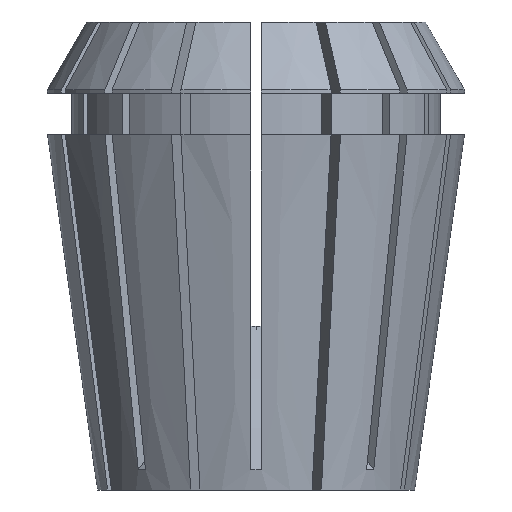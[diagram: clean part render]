
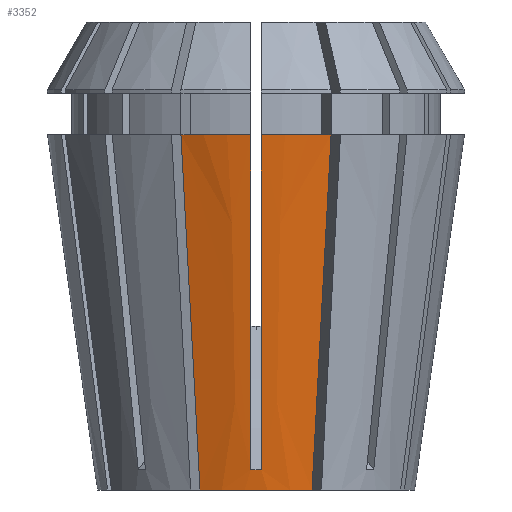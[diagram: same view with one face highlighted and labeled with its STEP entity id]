
A CAD part, front view. The second image highlights one B-rep face of the part: STEP entity #3352.
In plain terms, the highlighted conical face has half-angle 8 degrees and reference radius 15.595 mm.
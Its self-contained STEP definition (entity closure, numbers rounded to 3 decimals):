
#79 = EDGE_CURVE ( 'NONE', #5300, #2662, #3701, .T. ) ;
#122 = DIRECTION ( 'NONE',  ( 0., 0., -1. ) ) ;
#128 = CARTESIAN_POINT ( 'NONE',  ( 0., 0., 34.9 ) ) ;
#143 = VERTEX_POINT ( 'NONE', #2750 ) ;
#247 = CARTESIAN_POINT ( 'NONE',  ( 0.5, -20.38, 34.088 ) ) ;
#266 = CARTESIAN_POINT ( 'NONE',  ( -0.5, -18.832, 23.076 ) ) ;
#284 = CARTESIAN_POINT ( 'NONE',  ( -0.5, -17.512, 13.688 ) ) ;
#364 = ORIENTED_EDGE ( 'NONE', *, *, #3440, .T. ) ;
#426 = CARTESIAN_POINT ( 'NONE',  ( -7.381, -19.126, 34.9 ) ) ;
#464 = AXIS2_PLACEMENT_3D ( 'NONE', #1295, #5145, #3100 ) ;
#474 = B_SPLINE_CURVE_WITH_KNOTS ( 'NONE', 3,
 ( #426, #5535, #3804, #805 ),
 .UNSPECIFIED., .F., .F.,
 ( 4, 4 ),
 ( 0., 0.035 ),
 .UNSPECIFIED. ) ;
#485 = VERTEX_POINT ( 'NONE', #1234 ) ;
#549 = ORIENTED_EDGE ( 'NONE', *, *, #79, .T. ) ;
#677 = VERTEX_POINT ( 'NONE', #4715 ) ;
#689 = CIRCLE ( 'NONE', #464, 20.5 ) ;
#697 = CARTESIAN_POINT ( 'NONE',  ( -0.5, -16.084, 3.535 ) ) ;
#772 = CARTESIAN_POINT ( 'NONE',  ( 5.503, -14.592, 0. ) ) ;
#805 = CARTESIAN_POINT ( 'NONE',  ( -5.503, -14.592, 0. ) ) ;
#869 = CARTESIAN_POINT ( 'NONE',  ( -0.167, -15.879, 1.998 ) ) ;
#882 = ORIENTED_EDGE ( 'NONE', *, *, #2424, .F. ) ;
#1015 = DIRECTION ( 'NONE',  ( -1., 0., 0. ) ) ;
#1086 = VERTEX_POINT ( 'NONE', #2652 ) ;
#1123 = ORIENTED_EDGE ( 'NONE', *, *, #4926, .F. ) ;
#1127 = CARTESIAN_POINT ( 'NONE',  ( 0.5, -20.152, 32.464 ) ) ;
#1234 = CARTESIAN_POINT ( 'NONE',  ( 7.381, -19.126, 34.9 ) ) ;
#1250 = CARTESIAN_POINT ( 'NONE',  ( 6.129, -16.104, 11.633 ) ) ;
#1295 = CARTESIAN_POINT ( 'NONE',  ( 0., 0., 34.9 ) ) ;
#1310 = B_SPLINE_CURVE_WITH_KNOTS ( 'NONE', 3,
 ( #3218, #247, #1488, #1127, #2386, #4106, #4540, #5400, #4915, #5459 ),
 .UNSPECIFIED., .F., .F.,
 ( 4, 3, 3, 4 ),
 ( 0.076, 0.078, 0.107, 0.109 ),
 .UNSPECIFIED. ) ;
#1469 = CARTESIAN_POINT ( 'NONE',  ( 0., 0., 0. ) ) ;
#1488 = CARTESIAN_POINT ( 'NONE',  ( 0.5, -20.266, 33.276 ) ) ;
#1643 = ORIENTED_EDGE ( 'NONE', *, *, #4707, .T. ) ;
#1673 = CARTESIAN_POINT ( 'NONE',  ( 6.755, -17.615, 23.267 ) ) ;
#1790 = EDGE_LOOP ( 'NONE', ( #882, #1643, #364, #1123, #5297, #549, #3421, #5428 ) ) ;
#2142 = EDGE_CURVE ( 'NONE', #143, #3128, #3803, .T. ) ;
#2231 = B_SPLINE_CURVE_WITH_KNOTS ( 'NONE', 3,
 ( #2520, #869, #3071, #5136 ),
 .UNSPECIFIED., .F., .F.,
 ( 4, 4 ),
 ( 0., 0.001 ),
 .UNSPECIFIED. ) ;
#2386 = CARTESIAN_POINT ( 'NONE',  ( 0.5, -18.832, 23.076 ) ) ;
#2392 = CARTESIAN_POINT ( 'NONE',  ( -0.5, -20.494, 34.9 ) ) ;
#2424 = EDGE_CURVE ( 'NONE', #485, #143, #3472, .T. ) ;
#2495 = FACE_OUTER_BOUND ( 'NONE', #1790, .T. ) ;
#2520 = CARTESIAN_POINT ( 'NONE',  ( -0.5, -15.869, 2.006 ) ) ;
#2652 = CARTESIAN_POINT ( 'NONE',  ( -0.5, -15.869, 2.006 ) ) ;
#2662 = VERTEX_POINT ( 'NONE', #2689 ) ;
#2689 = CARTESIAN_POINT ( 'NONE',  ( -7.381, -19.126, 34.9 ) ) ;
#2696 = DIRECTION ( 'NONE',  ( -1., 0., 0. ) ) ;
#2721 = DIRECTION ( 'NONE',  ( 0., 0., -1. ) ) ;
#2750 = CARTESIAN_POINT ( 'NONE',  ( 5.503, -14.592, 0. ) ) ;
#2838 = CARTESIAN_POINT ( 'NONE',  ( -0.5, -20.152, 32.464 ) ) ;
#2910 = AXIS2_PLACEMENT_3D ( 'NONE', #128, #2721, #2696 ) ;
#3026 = VERTEX_POINT ( 'NONE', #4862 ) ;
#3071 = CARTESIAN_POINT ( 'NONE',  ( 0.167, -15.879, 1.998 ) ) ;
#3100 = DIRECTION ( 'NONE',  ( -1., 0., 0. ) ) ;
#3128 = VERTEX_POINT ( 'NONE', #3322 ) ;
#3185 = EDGE_CURVE ( 'NONE', #5300, #1086, #3505, .T. ) ;
#3218 = CARTESIAN_POINT ( 'NONE',  ( 0.5, -20.494, 34.9 ) ) ;
#3227 = AXIS2_PLACEMENT_3D ( 'NONE', #4123, #3291, #4943 ) ;
#3269 = CARTESIAN_POINT ( 'NONE',  ( -0.5, -16.192, 4.3 ) ) ;
#3285 = CARTESIAN_POINT ( 'NONE',  ( -0.5, -15.869, 2.006 ) ) ;
#3291 = DIRECTION ( 'NONE',  ( 0., 0., 1. ) ) ;
#3322 = CARTESIAN_POINT ( 'NONE',  ( -5.503, -14.592, 0. ) ) ;
#3352 = ADVANCED_FACE ( 'NONE', ( #2495 ), #3717, .T. ) ;
#3421 = ORIENTED_EDGE ( 'NONE', *, *, #5341, .T. ) ;
#3440 = EDGE_CURVE ( 'NONE', #3026, #677, #1310, .T. ) ;
#3472 = B_SPLINE_CURVE_WITH_KNOTS ( 'NONE', 3,
 ( #5445, #1673, #1250, #772 ),
 .UNSPECIFIED., .F., .F.,
 ( 4, 4 ),
 ( 0., 0.035 ),
 .UNSPECIFIED. ) ;
#3505 = B_SPLINE_CURVE_WITH_KNOTS ( 'NONE', 3,
 ( #2392, #5373, #5392, #2838, #266, #284, #3269, #697, #3691, #3285 ),
 .UNSPECIFIED., .F., .F.,
 ( 4, 3, 3, 4 ),
 ( 0.076, 0.078, 0.107, 0.109 ),
 .UNSPECIFIED. ) ;
#3691 = CARTESIAN_POINT ( 'NONE',  ( -0.5, -15.977, 2.77 ) ) ;
#3701 = CIRCLE ( 'NONE', #2910, 20.5 ) ;
#3717 = CONICAL_SURFACE ( 'NONE', #3227, 15.595, 0.14 ) ;
#3803 = CIRCLE ( 'NONE', #4896, 15.595 ) ;
#3804 = CARTESIAN_POINT ( 'NONE',  ( -6.129, -16.104, 11.633 ) ) ;
#4106 = CARTESIAN_POINT ( 'NONE',  ( 0.5, -17.512, 13.688 ) ) ;
#4123 = CARTESIAN_POINT ( 'NONE',  ( 0., 0., 0. ) ) ;
#4179 = CARTESIAN_POINT ( 'NONE',  ( -0.5, -20.494, 34.9 ) ) ;
#4540 = CARTESIAN_POINT ( 'NONE',  ( 0.5, -16.192, 4.3 ) ) ;
#4707 = EDGE_CURVE ( 'NONE', #485, #3026, #689, .T. ) ;
#4715 = CARTESIAN_POINT ( 'NONE',  ( 0.5, -15.869, 2.006 ) ) ;
#4862 = CARTESIAN_POINT ( 'NONE',  ( 0.5, -20.494, 34.9 ) ) ;
#4896 = AXIS2_PLACEMENT_3D ( 'NONE', #1469, #122, #1015 ) ;
#4915 = CARTESIAN_POINT ( 'NONE',  ( 0.5, -15.977, 2.77 ) ) ;
#4926 = EDGE_CURVE ( 'NONE', #1086, #677, #2231, .T. ) ;
#4943 = DIRECTION ( 'NONE',  ( 1., 0., 0. ) ) ;
#5136 = CARTESIAN_POINT ( 'NONE',  ( 0.5, -15.869, 2.006 ) ) ;
#5145 = DIRECTION ( 'NONE',  ( 0., 0., -1. ) ) ;
#5297 = ORIENTED_EDGE ( 'NONE', *, *, #3185, .F. ) ;
#5300 = VERTEX_POINT ( 'NONE', #4179 ) ;
#5341 = EDGE_CURVE ( 'NONE', #2662, #3128, #474, .T. ) ;
#5373 = CARTESIAN_POINT ( 'NONE',  ( -0.5, -20.38, 34.088 ) ) ;
#5392 = CARTESIAN_POINT ( 'NONE',  ( -0.5, -20.266, 33.276 ) ) ;
#5400 = CARTESIAN_POINT ( 'NONE',  ( 0.5, -16.084, 3.535 ) ) ;
#5428 = ORIENTED_EDGE ( 'NONE', *, *, #2142, .F. ) ;
#5445 = CARTESIAN_POINT ( 'NONE',  ( 7.381, -19.126, 34.9 ) ) ;
#5459 = CARTESIAN_POINT ( 'NONE',  ( 0.5, -15.869, 2.006 ) ) ;
#5535 = CARTESIAN_POINT ( 'NONE',  ( -6.755, -17.615, 23.267 ) ) ;
